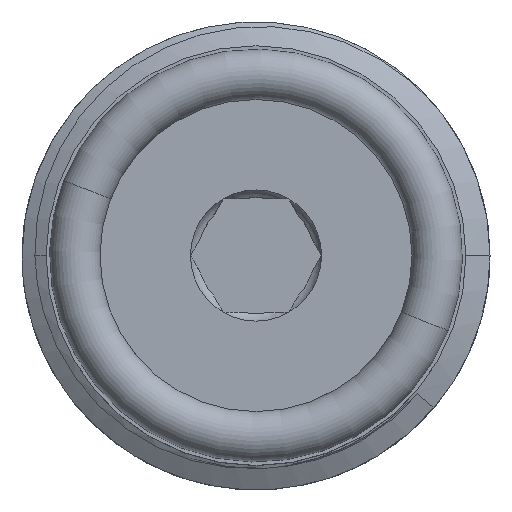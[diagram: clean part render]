
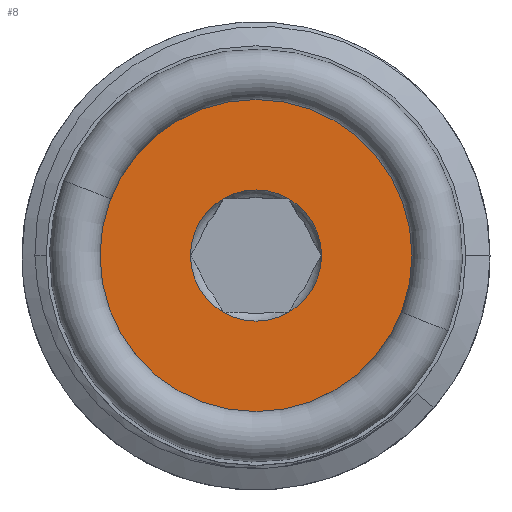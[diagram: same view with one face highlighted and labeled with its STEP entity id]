
A CAD part, top view. The second image highlights one B-rep face of the part: STEP entity #8.
In plain terms, the highlighted planar face has unit normal (0, 0, 1).
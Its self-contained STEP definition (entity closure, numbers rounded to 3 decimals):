
#8 = ADVANCED_FACE ( 'NONE', ( #454, #618 ), #222, .F. ) ;
#205 = CIRCLE ( 'NONE', #1286, 5.5 ) ;
#222 = PLANE ( 'NONE',  #4354 ) ;
#230 = DIRECTION ( 'NONE',  ( -1., 0., 0. ) ) ;
#247 = CARTESIAN_POINT ( 'NONE',  ( 0., 0., 7.225 ) ) ;
#250 = DIRECTION ( 'NONE',  ( 0., 0., -1. ) ) ;
#387 = EDGE_LOOP ( 'NONE', ( #1901, #1894 ) ) ;
#411 = EDGE_LOOP ( 'NONE', ( #1888, #1880 ) ) ;
#454 = FACE_BOUND ( 'NONE', #387, .T. ) ;
#531 = VERTEX_POINT ( 'NONE', #2859 ) ;
#618 = FACE_OUTER_BOUND ( 'NONE', #411, .T. ) ;
#1217 = EDGE_CURVE ( 'NONE', #531, #4854, #4044, .T. ) ;
#1219 = EDGE_CURVE ( 'NONE', #4843, #4676, #4048, .T. ) ;
#1242 = AXIS2_PLACEMENT_3D ( 'NONE', #2928, #2929, #2930 ) ;
#1243 = AXIS2_PLACEMENT_3D ( 'NONE', #2971, #2972, #2973 ) ;
#1250 = AXIS2_PLACEMENT_3D ( 'NONE', #3060, #3061, #3062 ) ;
#1286 = AXIS2_PLACEMENT_3D ( 'NONE', #3480, #3481, #3482 ) ;
#1880 = ORIENTED_EDGE ( 'NONE', *, *, #1219, .T. ) ;
#1888 = ORIENTED_EDGE ( 'NONE', *, *, #4280, .T. ) ;
#1894 = ORIENTED_EDGE ( 'NONE', *, *, #4172, .T. ) ;
#1901 = ORIENTED_EDGE ( 'NONE', *, *, #1217, .T. ) ;
#2859 = CARTESIAN_POINT ( 'NONE',  ( -2.311, 0., 7.225 ) ) ;
#2928 = CARTESIAN_POINT ( 'NONE',  ( 0., 0., 7.225 ) ) ;
#2929 = DIRECTION ( 'NONE',  ( 0., 0., -1. ) ) ;
#2930 = DIRECTION ( 'NONE',  ( -1., 0., 0. ) ) ;
#2971 = CARTESIAN_POINT ( 'NONE',  ( 0., 0., 7.225 ) ) ;
#2972 = DIRECTION ( 'NONE',  ( 0., 0., 1. ) ) ;
#2973 = DIRECTION ( 'NONE',  ( 1., 0., 0. ) ) ;
#3060 = CARTESIAN_POINT ( 'NONE',  ( 0., 0., 7.225 ) ) ;
#3061 = DIRECTION ( 'NONE',  ( 0., 0., -1. ) ) ;
#3062 = DIRECTION ( 'NONE',  ( -1., 0., 0. ) ) ;
#3480 = CARTESIAN_POINT ( 'NONE',  ( 0., 0., 7.225 ) ) ;
#3481 = DIRECTION ( 'NONE',  ( 0., 0., 1. ) ) ;
#3482 = DIRECTION ( 'NONE',  ( 1., 0., 0. ) ) ;
#3622 = CARTESIAN_POINT ( 'NONE',  ( 5.5, 0., 7.225 ) ) ;
#3678 = CARTESIAN_POINT ( 'NONE',  ( -5.5, 0., 7.225 ) ) ;
#3681 = CARTESIAN_POINT ( 'NONE',  ( 2.311, 0., 7.225 ) ) ;
#4044 = CIRCLE ( 'NONE', #1242, 2.311 ) ;
#4048 = CIRCLE ( 'NONE', #1243, 5.5 ) ;
#4056 = CIRCLE ( 'NONE', #1250, 2.311 ) ;
#4172 = EDGE_CURVE ( 'NONE', #4854, #531, #4056, .T. ) ;
#4280 = EDGE_CURVE ( 'NONE', #4676, #4843, #205, .T. ) ;
#4354 = AXIS2_PLACEMENT_3D ( 'NONE', #247, #250, #230 ) ;
#4676 = VERTEX_POINT ( 'NONE', #3622 ) ;
#4843 = VERTEX_POINT ( 'NONE', #3678 ) ;
#4854 = VERTEX_POINT ( 'NONE', #3681 ) ;
